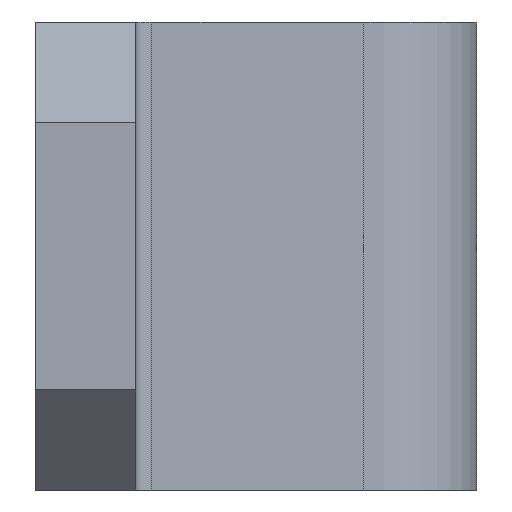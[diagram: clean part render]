
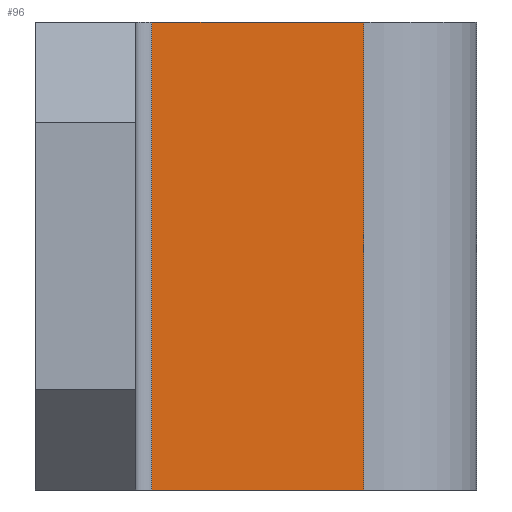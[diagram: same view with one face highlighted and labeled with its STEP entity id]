
A CAD part, left-side view. The second image highlights one B-rep face of the part: STEP entity #96.
In plain terms, the highlighted planar face has unit normal (-0.999, -0.035, 0).
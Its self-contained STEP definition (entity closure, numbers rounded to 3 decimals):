
#96=ADVANCED_FACE('',(#209),#210,.T.);
#209=FACE_OUTER_BOUND('',#335,.T.);
#210=PLANE('',#336);
#335=EDGE_LOOP('',(#611,#612,#613,#614));
#336=AXIS2_PLACEMENT_3D('',#615,#616,#617);
#611=ORIENTED_EDGE('',*,*,#820,.T.);
#612=ORIENTED_EDGE('',*,*,#848,.T.);
#613=ORIENTED_EDGE('',*,*,#849,.F.);
#614=ORIENTED_EDGE('',*,*,#850,.T.);
#615=CARTESIAN_POINT('',(10.602,-0.105,-7.0));
#616=DIRECTION('',(-0.999,-0.035,0.0));
#617=DIRECTION('',(0.035,-0.999,0.0));
#820=EDGE_CURVE('',#984,#982,#985,.T.);
#848=EDGE_CURVE('',#982,#1020,#1021,.T.);
#849=EDGE_CURVE('',#1022,#1020,#1023,.T.);
#850=EDGE_CURVE('',#1022,#984,#1024,.F.);
#982=VERTEX_POINT('',#1312);
#984=VERTEX_POINT('',#1314);
#985=LINE('',#1315,#1316);
#1020=VERTEX_POINT('',#1386);
#1021=LINE('',#1387,#1388);
#1022=VERTEX_POINT('',#1389);
#1023=LINE('',#1390,#1391);
#1024=LINE('',#1392,#1393);
#1312=CARTESIAN_POINT('',(10.941,-9.822,-7.0));
#1314=CARTESIAN_POINT('',(10.72,-3.483,-7.0));
#1315=CARTESIAN_POINT('',(10.602,-0.105,-7.0));
#1316=VECTOR('',#1514,1.0);
#1386=CARTESIAN_POINT('',(10.941,-9.822,7.0));
#1387=CARTESIAN_POINT('',(10.941,-9.822,-7.0));
#1388=VECTOR('',#1525,1.0);
#1389=CARTESIAN_POINT('',(10.72,-3.483,7.0));
#1390=CARTESIAN_POINT('',(10.602,-0.105,7.0));
#1391=VECTOR('',#1526,1.0);
#1392=CARTESIAN_POINT('',(10.72,-3.483,-7.0));
#1393=VECTOR('',#1527,1.0);
#1514=DIRECTION('',(0.035,-0.999,0.0));
#1525=DIRECTION('',(0.0,0.0,1.0));
#1526=DIRECTION('',(0.035,-0.999,0.0));
#1527=DIRECTION('',(0.0,0.0,1.0));
